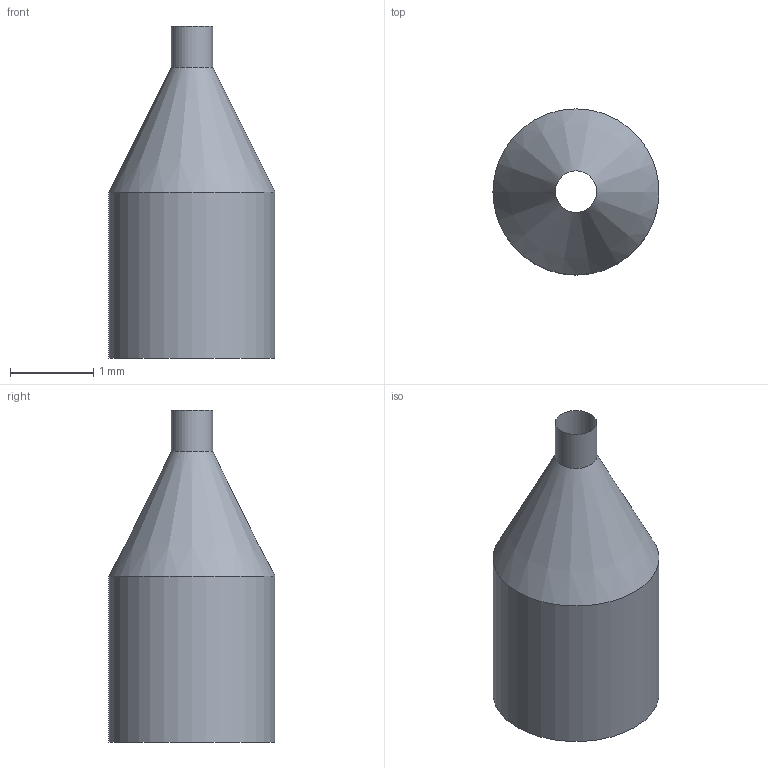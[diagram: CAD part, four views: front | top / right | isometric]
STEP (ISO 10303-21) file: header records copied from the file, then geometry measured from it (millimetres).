
FILE_DESCRIPTION(('Open CASCADE Model'),'2;1');
FILE_NAME('Open CASCADE Shape Model','2020-09-25T08:54:34',('Author'),( 'Open CASCADE'),'Open CASCADE STEP processor 6.9','Open CASCADE 6.9' ,'Unknown');
FILE_SCHEMA(('AUTOMOTIVE_DESIGN { 1 0 10303 214 1 1 1 1 }'));
Length unit declared in the file: millimetre
Products named in the file (1): Open CASCADE STEP translator 6.9 1
Bounding box: 2 x 2 x 4 mm (x, y, z)
Surface area: 19.9 mm2 (no closed solid volume)
Topology: 0 solids, 1 shells, 3 faces, 7 edges, 4 vertices
Faces by surface type: cylinder 2, cone 1
Full cylindrical faces by diameter (mm): 0.5 x1, 2 x1
Entity records: 180 total; most frequent: DIRECTION 31, CARTESIAN_POINT 27, LINE 15, VECTOR 15, ORIENTED_EDGE 12, PCURVE 12, DEFINITIONAL_REPRESENTATION 12, AXIS2_PLACEMENT_3D 8
